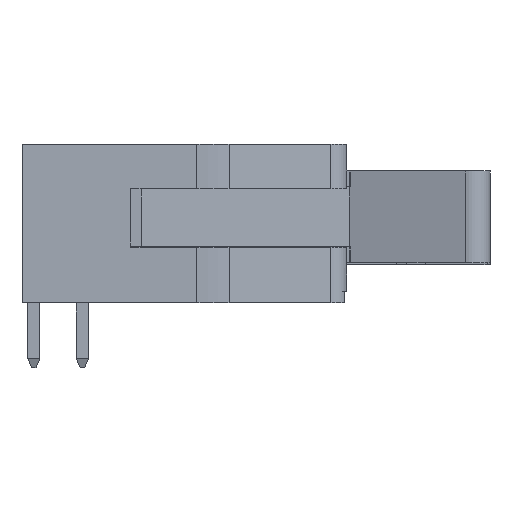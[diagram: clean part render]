
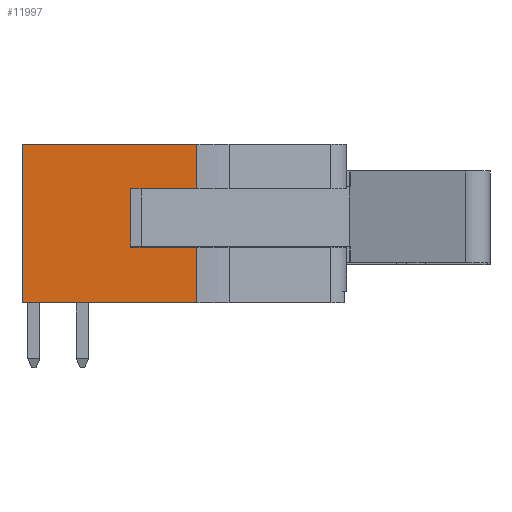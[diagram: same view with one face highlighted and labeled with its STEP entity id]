
A CAD part, front view. The second image highlights one B-rep face of the part: STEP entity #11997.
In plain terms, the highlighted face is planar.
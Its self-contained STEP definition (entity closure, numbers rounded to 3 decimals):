
#638=ORIENTED_EDGE('',*,*,#4057,.F.);
#639=ORIENTED_EDGE('',*,*,#4058,.F.);
#640=ORIENTED_EDGE('',*,*,#4059,.T.);
#641=ORIENTED_EDGE('',*,*,#4030,.F.);
#642=ORIENTED_EDGE('',*,*,#4060,.T.);
#643=ORIENTED_EDGE('',*,*,#4061,.T.);
#644=ORIENTED_EDGE('',*,*,#4062,.F.);
#645=ORIENTED_EDGE('',*,*,#4035,.F.);
#4030=EDGE_CURVE('',#5727,#5724,#6866,.T.);
#4035=EDGE_CURVE('',#5730,#5731,#6870,.T.);
#4057=EDGE_CURVE('',#5746,#5730,#6891,.T.);
#4058=EDGE_CURVE('',#5747,#5746,#6892,.T.);
#4059=EDGE_CURVE('',#5747,#5724,#6893,.T.);
#4060=EDGE_CURVE('',#5727,#5748,#6894,.T.);
#4061=EDGE_CURVE('',#5748,#5749,#6895,.T.);
#4062=EDGE_CURVE('',#5731,#5749,#6896,.T.);
#5724=VERTEX_POINT('',#17518);
#5727=VERTEX_POINT('',#17523);
#5730=VERTEX_POINT('',#17533);
#5731=VERTEX_POINT('',#17535);
#5746=VERTEX_POINT('',#17578);
#5747=VERTEX_POINT('',#17580);
#5748=VERTEX_POINT('',#17583);
#5749=VERTEX_POINT('',#17585);
#6866=LINE('',#17524,#8487);
#6870=LINE('',#17534,#8491);
#6891=LINE('',#17577,#8512);
#6892=LINE('',#17579,#8513);
#6893=LINE('',#17581,#8514);
#6894=LINE('',#17582,#8515);
#6895=LINE('',#17584,#8516);
#6896=LINE('',#17586,#8517);
#8487=VECTOR('',#14122,1000.);
#8491=VECTOR('',#14132,1000.);
#8512=VECTOR('',#14167,1000.);
#8513=VECTOR('',#14168,1000.);
#8514=VECTOR('',#14169,1000.);
#8515=VECTOR('',#14170,1000.);
#8516=VECTOR('',#14171,1000.);
#8517=VECTOR('',#14172,1000.);
#9900=EDGE_LOOP('',(#638,#639,#640,#641,#642,#643,#644,#645));
#10639=FACE_BOUND('',#9900,.T.);
#11363=PLANE('',#12919);
#11997=ADVANCED_FACE('',(#10639),#11363,.T.);
#12919=AXIS2_PLACEMENT_3D('',#17576,#14165,#14166);
#14122=DIRECTION('',(0.,1.,0.));
#14132=DIRECTION('',(0.,1.,0.));
#14165=DIRECTION('',(1.,0.,0.));
#14166=DIRECTION('',(0.,0.,-1.));
#14167=DIRECTION('',(0.,0.,1.));
#14168=DIRECTION('',(0.,1.,0.));
#14169=DIRECTION('',(0.,0.,1.));
#14170=DIRECTION('',(0.,0.,-1.));
#14171=DIRECTION('',(0.,1.,0.));
#14172=DIRECTION('',(0.,0.,-1.));
#17518=CARTESIAN_POINT('',(22.45,-1.825,4.149));
#17523=CARTESIAN_POINT('',(22.45,-4.15,4.149));
#17524=CARTESIAN_POINT('',(22.45,-4.15,4.149));
#17533=CARTESIAN_POINT('',(22.45,1.225,4.149));
#17534=CARTESIAN_POINT('',(22.45,-4.15,4.149));
#17535=CARTESIAN_POINT('',(22.45,4.15,4.149));
#17576=CARTESIAN_POINT('',(22.45,-4.15,5.));
#17577=CARTESIAN_POINT('',(22.45,1.225,0.7));
#17578=CARTESIAN_POINT('',(22.45,1.225,0.7));
#17579=CARTESIAN_POINT('',(22.45,-1.825,0.7));
#17580=CARTESIAN_POINT('',(22.45,-1.825,0.7));
#17581=CARTESIAN_POINT('',(22.45,-1.825,0.7));
#17582=CARTESIAN_POINT('',(22.45,-4.15,5.));
#17583=CARTESIAN_POINT('',(22.45,-4.15,-5.));
#17584=CARTESIAN_POINT('',(22.45,-4.15,-5.));
#17585=CARTESIAN_POINT('',(22.45,4.15,-5.));
#17586=CARTESIAN_POINT('',(22.45,4.15,5.));
